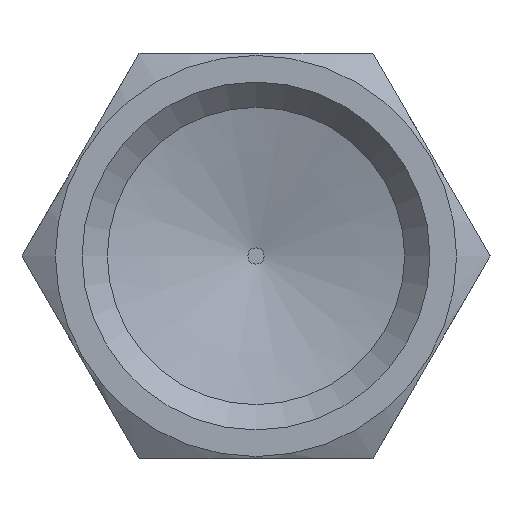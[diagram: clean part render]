
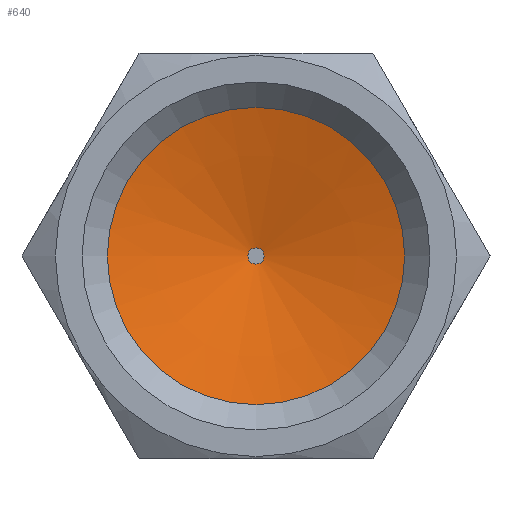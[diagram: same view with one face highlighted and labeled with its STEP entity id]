
A CAD part, left-side view. The second image highlights one B-rep face of the part: STEP entity #640.
In plain terms, the highlighted conical face has half-angle 75 degrees and reference radius 4.658 mm.
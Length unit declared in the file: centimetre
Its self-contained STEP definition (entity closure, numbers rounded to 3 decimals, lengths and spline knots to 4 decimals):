
#19=CONICAL_SURFACE('',#709,0.4658,75.);
#95=FACE_BOUND('',#245,.T.);
#192=FACE_OUTER_BOUND('',#244,.T.);
#244=EDGE_LOOP('',(#564));
#245=EDGE_LOOP('',(#565));
#294=CIRCLE('',#710,0.0508);
#295=CIRCLE('',#711,0.9316);
#352=VERTEX_POINT('',#1098);
#353=VERTEX_POINT('',#1100);
#428=EDGE_CURVE('',#352,#352,#294,.T.);
#429=EDGE_CURVE('',#353,#353,#295,.T.);
#564=ORIENTED_EDGE('',*,*,#428,.F.);
#565=ORIENTED_EDGE('',*,*,#429,.T.);
#640=ADVANCED_FACE('',(#192,#95),#19,.F.);
#709=AXIS2_PLACEMENT_3D('',#1097,#857,#858);
#710=AXIS2_PLACEMENT_3D('',#1099,#859,#860);
#711=AXIS2_PLACEMENT_3D('',#1101,#861,#862);
#857=DIRECTION('center_axis',(-1.,0.,0.));
#858=DIRECTION('ref_axis',(0.,-1.,0.));
#859=DIRECTION('center_axis',(-1.,0.,0.));
#860=DIRECTION('ref_axis',(0.,1.,0.));
#861=DIRECTION('center_axis',(-1.,0.,0.));
#862=DIRECTION('ref_axis',(0.,-1.,0.));
#1097=CARTESIAN_POINT('Origin',(1.9335,0.,0.));
#1098=CARTESIAN_POINT('',(2.0447,-0.0508,0.));
#1099=CARTESIAN_POINT('Origin',(2.0447,0.,0.));
#1100=CARTESIAN_POINT('',(1.8087,-0.9316,0.));
#1101=CARTESIAN_POINT('Origin',(1.8087,0.,0.));
